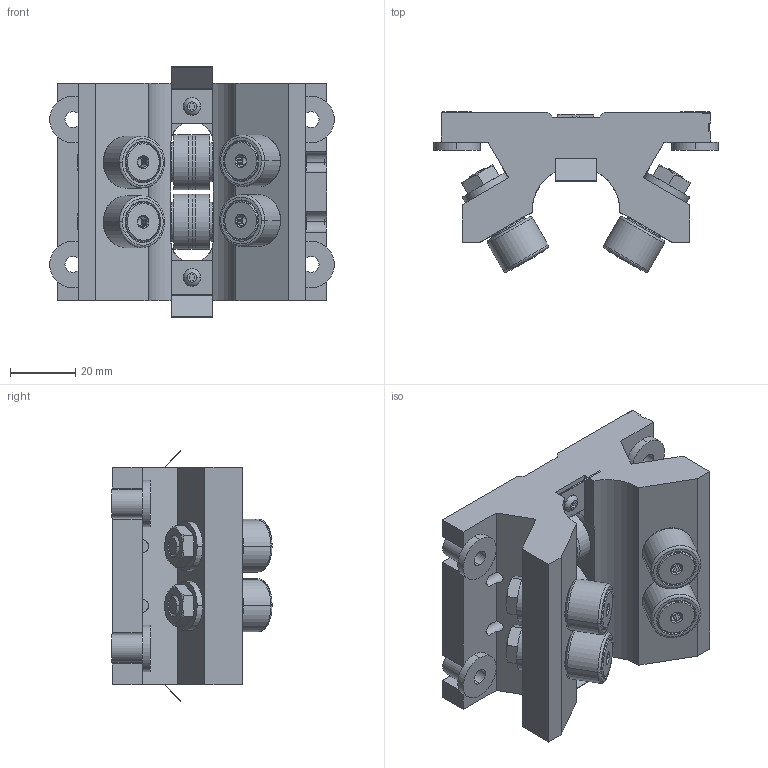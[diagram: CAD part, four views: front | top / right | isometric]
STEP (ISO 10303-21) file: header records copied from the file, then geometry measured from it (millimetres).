
FILE_DESCRIPTION (( 'STEP AP203' ), '1' );
FILE_NAME ('RollerBearing_6CBC5CEFE9.step', '2020-10-06T12:46:15', ( '' ), ( '' ), 'SwSTEP 2.0', 'SolidWorks 2019', '' );
FILE_SCHEMA (( 'CONFIG_CONTROL_DESIGN' ));
Length unit declared in the file: inch
Products named in the file (3): vb9FbXwrtj_CADModel_0; RollerBearing_6CBC5CEFE9
Assembly tree (1 placements, depth 2):
  RollerBearing_6CBC5CEFE9
    vb9FbXwrtj_CADModel_0
  vb9FbXwrtj_CADModel_0
Bounding box: 87.3 x 49.14 x 76.75 mm (x, y, z)
Volume: 127570.6 mm3; surface area: 44643 mm2
Topology: 24 solids, 24 shells, 641 faces, 1520 edges, 954 vertices
Faces by surface type: plane 285, cylinder 200, cone 128, bspline 16, torus 8, sphere 4
Entity records: 19186 total; most frequent: CARTESIAN_POINT 3972, DIRECTION 3224, ORIENTED_EDGE 3008, EDGE_CURVE 1504, AXIS2_PLACEMENT_3D 1226, VERTEX_POINT 954, VECTOR 772, LINE 772
